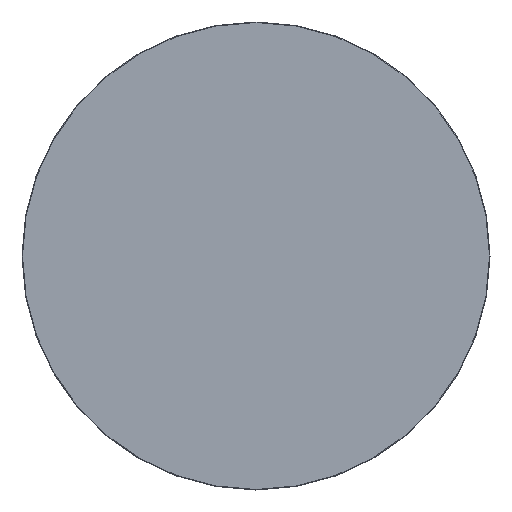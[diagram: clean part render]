
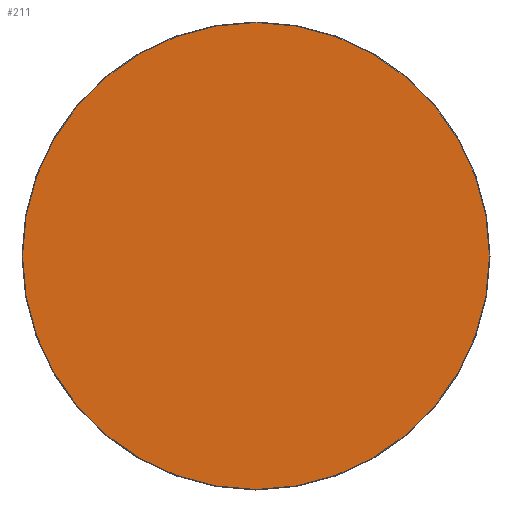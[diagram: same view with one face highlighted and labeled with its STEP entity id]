
A CAD part, left-side view. The second image highlights one B-rep face of the part: STEP entity #211.
In plain terms, the highlighted planar face has unit normal (-1, 0, 0).
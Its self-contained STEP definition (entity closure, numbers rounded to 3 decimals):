
#4 = AXIS2_PLACEMENT_3D ( 'NONE', #814, #349, #1942 ) ;
#211 = ADVANCED_FACE ( 'NONE', ( #1945 ), #1085, .F. ) ;
#243 = EDGE_CURVE ( 'NONE', #332, #1445, #358, .T. ) ;
#286 = DIRECTION ( 'NONE',  ( 1., 0., 0. ) ) ;
#307 = DIRECTION ( 'NONE',  ( 0., 0., 1. ) ) ;
#309 = EDGE_LOOP ( 'NONE', ( #1178, #442 ) ) ;
#332 = VERTEX_POINT ( 'NONE', #1614 ) ;
#349 = DIRECTION ( 'NONE',  ( -1., 0., 0. ) ) ;
#358 = CIRCLE ( 'NONE', #1425, 129.7 ) ;
#442 = ORIENTED_EDGE ( 'NONE', *, *, #243, .T. ) ;
#485 = CARTESIAN_POINT ( 'NONE',  ( 0., 0., 0. ) ) ;
#614 = DIRECTION ( 'NONE',  ( 0., 0., -1. ) ) ;
#814 = CARTESIAN_POINT ( 'NONE',  ( 0., 0., 0. ) ) ;
#1006 = AXIS2_PLACEMENT_3D ( 'NONE', #1392, #286, #614 ) ;
#1085 = PLANE ( 'NONE',  #1006 ) ;
#1178 = ORIENTED_EDGE ( 'NONE', *, *, #1757, .T. ) ;
#1277 = DIRECTION ( 'NONE',  ( -1., 0., 0. ) ) ;
#1392 = CARTESIAN_POINT ( 'NONE',  ( 0., 0., 0. ) ) ;
#1425 = AXIS2_PLACEMENT_3D ( 'NONE', #485, #1277, #307 ) ;
#1445 = VERTEX_POINT ( 'NONE', #1739 ) ;
#1614 = CARTESIAN_POINT ( 'NONE',  ( 0., 0., 129.7 ) ) ;
#1739 = CARTESIAN_POINT ( 'NONE',  ( 0., 0., -129.7 ) ) ;
#1757 = EDGE_CURVE ( 'NONE', #1445, #332, #1844, .T. ) ;
#1844 = CIRCLE ( 'NONE', #4, 129.7 ) ;
#1942 = DIRECTION ( 'NONE',  ( 0., 0., 1. ) ) ;
#1945 = FACE_OUTER_BOUND ( 'NONE', #309, .T. ) ;
